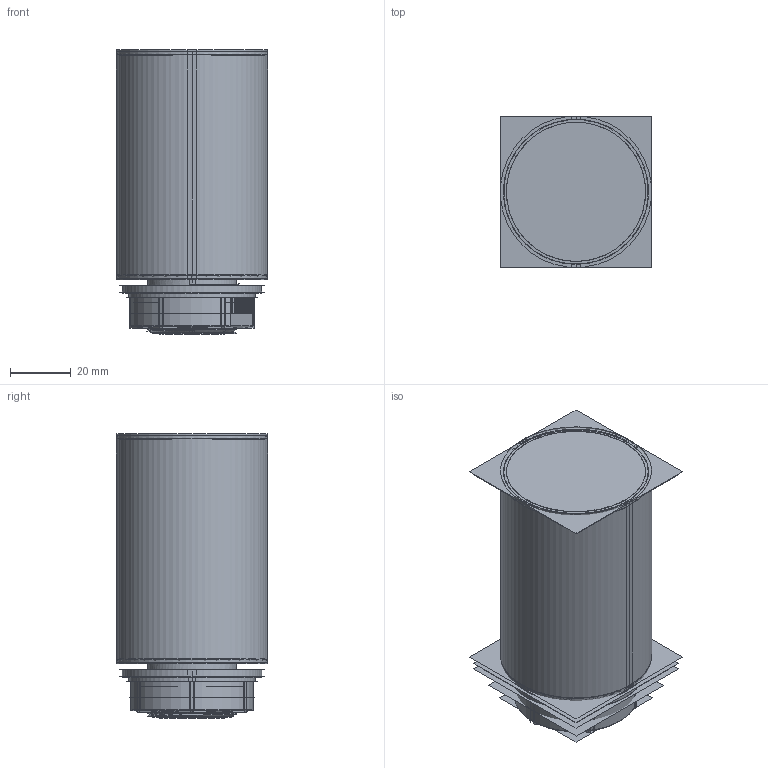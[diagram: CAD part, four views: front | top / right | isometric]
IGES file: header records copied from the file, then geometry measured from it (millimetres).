
Start section:  PTC IGES file: 214764.igs
Global section: file name: 214764.igs; native system: Creo Parametric by PTC Inc.; preprocessor: 2018300; author: pdmadmin; organization: Unknown; date: 20191111.071425; units: millimetre
Bounding box: 50 x 50 x 93.86 mm (x, y, z)
Volume: 124437.4 mm3; surface area: 241194.6 mm2
Topology: 4 solids, 5 shells, 896 faces, 4802 edges, 6117 vertices
Faces by surface type: revolution 474, bspline 422
